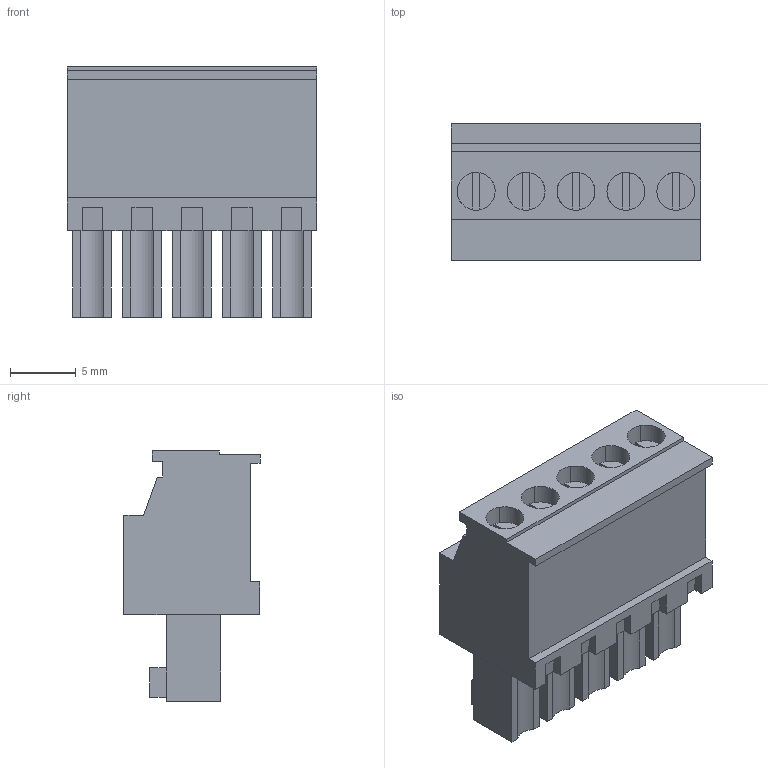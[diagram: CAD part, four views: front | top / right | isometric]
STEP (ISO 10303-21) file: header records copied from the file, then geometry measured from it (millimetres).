
FILE_DESCRIPTION(('CATIA V5 STEP Exchange','CAx-IF Rec.Pracs.--- Model Styling and Organization---1.2---2011-12-15'),'2;1');
FILE_NAME ('D1459640_0_1939860000_1939860000.stp','2017-04-12T07:24:51+00:00',('none'),('Weidmueller'),'CATIA Version 5-6 Release 2014','CATIA V5 STEP AP214','none');
FILE_SCHEMA(('AUTOMOTIVE_DESIGN { 1 0 10303 214 1 1 1 1 }'));
Length unit declared in the file: millimetre
Products named in the file (1): 1939860000
Bounding box: 19.05 x 10.4 x 19.1 mm (x, y, z)
Volume: 2339.4 mm3; surface area: 2040.8 mm2
Topology: 6 solids, 6 shells, 229 faces, 592 edges, 400 vertices
Faces by surface type: plane 194, cylinder 35
Entity records: 6622 total; most frequent: CARTESIAN_POINT 1219, ORIENTED_EDGE 1184, DIRECTION 924, EDGE_CURVE 592, VECTOR 502, LINE 502, VERTEX_POINT 400, EDGE_LOOP 254
